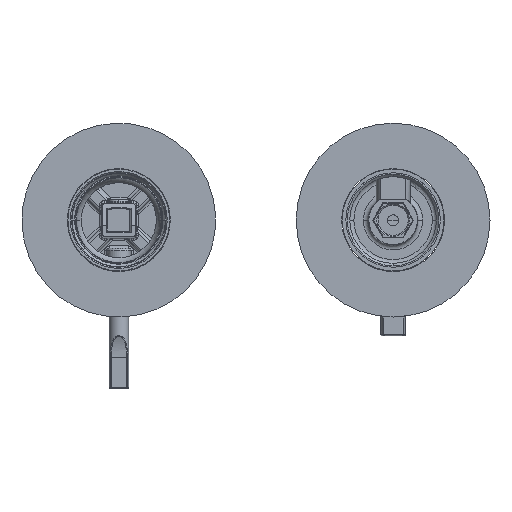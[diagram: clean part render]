
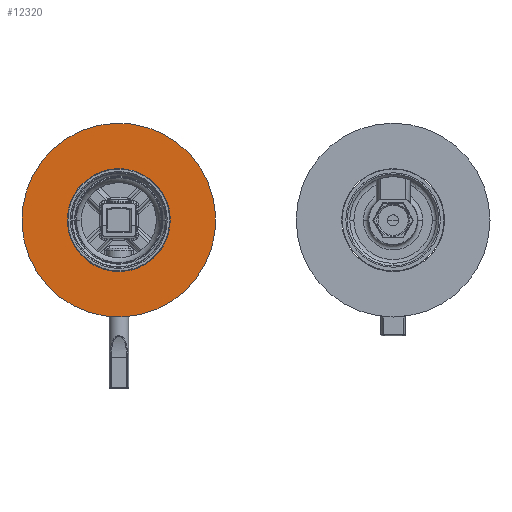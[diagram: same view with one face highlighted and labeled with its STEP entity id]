
A CAD part, top view. The second image highlights one B-rep face of the part: STEP entity #12320.
In plain terms, the highlighted planar face has unit normal (0, 0, 1).
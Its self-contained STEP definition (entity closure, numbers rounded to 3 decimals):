
#182 = CIRCLE ( 'NONE', #5678, 21.25 ) ;
#1082 = EDGE_CURVE ( 'NONE', #2750, #4919, #7138, .T. ) ;
#1237 = DIRECTION ( 'NONE',  ( -0.924, -0.383, 0. ) ) ;
#1328 = CARTESIAN_POINT ( 'NONE',  ( 0., 0., -49.858 ) ) ;
#1643 = AXIS2_PLACEMENT_3D ( 'NONE', #17669, #2316, #16226 ) ;
#2262 = CARTESIAN_POINT ( 'NONE',  ( 36.949, 15.322, -49.858 ) ) ;
#2277 = DIRECTION ( 'NONE',  ( 0., 0., 1. ) ) ;
#2316 = DIRECTION ( 'NONE',  ( 0., 0., 1. ) ) ;
#2577 = EDGE_CURVE ( 'NONE', #9524, #13312, #11958, .T. ) ;
#2750 = VERTEX_POINT ( 'NONE', #14302 ) ;
#3166 = AXIS2_PLACEMENT_3D ( 'NONE', #16547, #9625, #12445 ) ;
#3704 = EDGE_CURVE ( 'NONE', #4919, #2750, #10040, .T. ) ;
#4919 = VERTEX_POINT ( 'NONE', #2262 ) ;
#5207 = CARTESIAN_POINT ( 'NONE',  ( -19.629, -8.14, -49.858 ) ) ;
#5397 = CARTESIAN_POINT ( 'NONE',  ( 0., 0., -49.858 ) ) ;
#5503 = DIRECTION ( 'NONE',  ( 0., 0., -1. ) ) ;
#5678 = AXIS2_PLACEMENT_3D ( 'NONE', #1328, #5503, #1237 ) ;
#6806 = FACE_BOUND ( 'NONE', #9190, .T. ) ;
#7138 = CIRCLE ( 'NONE', #1643, 40. ) ;
#7806 = CARTESIAN_POINT ( 'NONE',  ( 0., 0., -49.858 ) ) ;
#7991 = AXIS2_PLACEMENT_3D ( 'NONE', #7806, #2277, #17544 ) ;
#8290 = DIRECTION ( 'NONE',  ( -0.924, -0.383, 0. ) ) ;
#8524 = EDGE_CURVE ( 'NONE', #13312, #9524, #182, .T. ) ;
#9190 = EDGE_LOOP ( 'NONE', ( #15925, #15854 ) ) ;
#9524 = VERTEX_POINT ( 'NONE', #12847 ) ;
#9625 = DIRECTION ( 'NONE',  ( 0., 0., 1. ) ) ;
#10040 = CIRCLE ( 'NONE', #7991, 40. ) ;
#10469 = ORIENTED_EDGE ( 'NONE', *, *, #1082, .T. ) ;
#11958 = CIRCLE ( 'NONE', #13141, 21.25 ) ;
#12320 = ADVANCED_FACE ( 'NONE', ( #6806, #12352 ), #17908, .T. ) ;
#12352 = FACE_OUTER_BOUND ( 'NONE', #13802, .T. ) ;
#12445 = DIRECTION ( 'NONE',  ( 0.924, 0.383, 0. ) ) ;
#12847 = CARTESIAN_POINT ( 'NONE',  ( 19.629, 8.14, -49.858 ) ) ;
#13141 = AXIS2_PLACEMENT_3D ( 'NONE', #5397, #16232, #8290 ) ;
#13312 = VERTEX_POINT ( 'NONE', #5207 ) ;
#13802 = EDGE_LOOP ( 'NONE', ( #14582, #10469 ) ) ;
#14302 = CARTESIAN_POINT ( 'NONE',  ( -36.949, -15.322, -49.858 ) ) ;
#14582 = ORIENTED_EDGE ( 'NONE', *, *, #3704, .T. ) ;
#15854 = ORIENTED_EDGE ( 'NONE', *, *, #2577, .T. ) ;
#15925 = ORIENTED_EDGE ( 'NONE', *, *, #8524, .T. ) ;
#16226 = DIRECTION ( 'NONE',  ( 0.924, 0.383, 0. ) ) ;
#16232 = DIRECTION ( 'NONE',  ( 0., 0., -1. ) ) ;
#16547 = CARTESIAN_POINT ( 'NONE',  ( 0., 0., -49.858 ) ) ;
#17544 = DIRECTION ( 'NONE',  ( 0.924, 0.383, 0. ) ) ;
#17669 = CARTESIAN_POINT ( 'NONE',  ( 0., 0., -49.858 ) ) ;
#17908 = PLANE ( 'NONE',  #3166 ) ;
